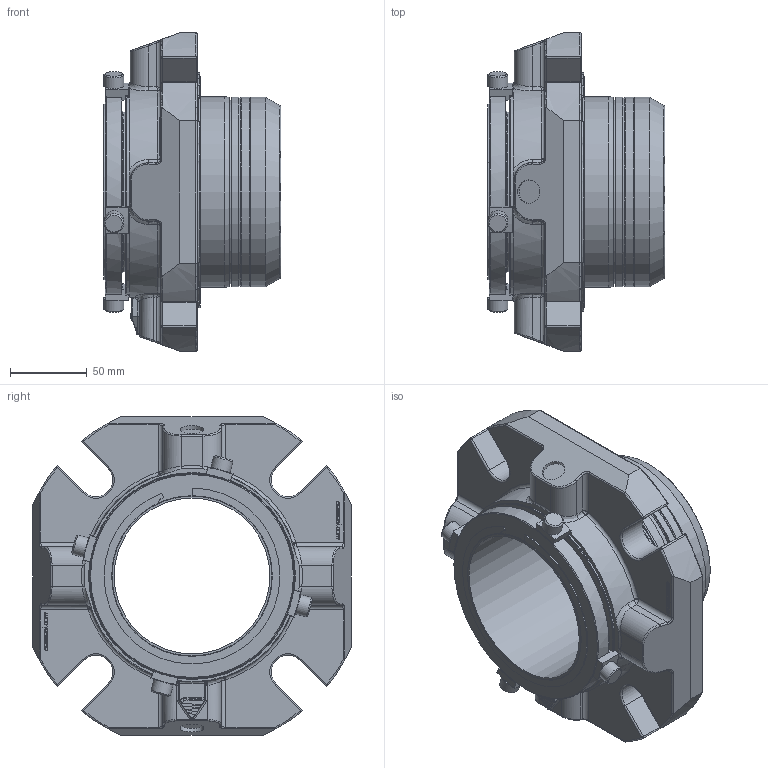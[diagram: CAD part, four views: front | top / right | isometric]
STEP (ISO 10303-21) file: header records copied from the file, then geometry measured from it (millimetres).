
FILE_DESCRIPTION(/* description */ ('Unknown'),/* implementation_level */ '2;1');
FILE_NAME(/* name */ '4.000',/* time_stamp */ '2023-01-31T11:00:05+00:00',/* author */ ('Unknown'),/* organization */ ('Unknown'),/* preprocessor_version */ 'ST-DEVELOPER v16.7',/* originating_system */ 'Solid Edge',/* authorisation */ 'Unknown');
FILE_SCHEMA (('AUTOMOTIVE_DESIGN {1 0 10303 214 3 1 1}'));
Length unit declared in the file: millimetre
Products named in the file (1): 4.000
Bounding box: 115.93 x 207.52 x 207.52 mm (x, y, z)
Volume: 1144640.7 mm3; surface area: 186167.9 mm2
Topology: 1 solids, 1 shells, 997 faces, 2609 edges, 1615 vertices
Faces by surface type: cylinder 320, plane 276, bspline 231, torus 107, cone 37, sphere 26
Full cylindrical faces by diameter (mm): 2.194 x1, 13 x4, 15.342 x2, 101.6 x1, 104.038 x1, 104.75 x1, 105.588 x1, 120.142 x2, 122.479 x1, 123.444 x2, 123.85 x1, 124.612 x1, 133.35 x2, 134.874 x1, 144.577 x1, 146.05 x2, 150.012 x1, 150.165 x1, 150.52 x1, 151 x1, 151.181 x1, 151.435 x1
Entity records: 35026 total; most frequent: CARTESIAN_POINT 12348, ORIENTED_EDGE 4966, DIRECTION 4304, EDGE_CURVE 2483, AXIS2_PLACEMENT_3D 1628, VERTEX_POINT 1583, EDGE_LOOP 1118, FACE_BOUND 1118
